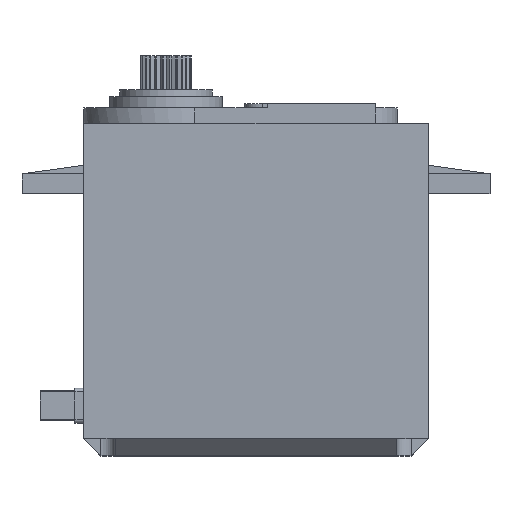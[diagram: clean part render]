
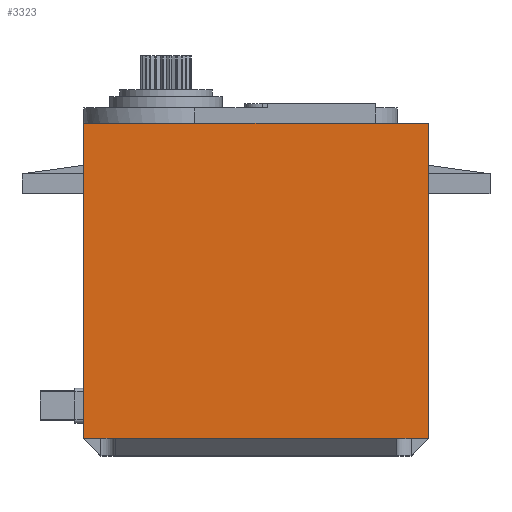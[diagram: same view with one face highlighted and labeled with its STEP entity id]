
A CAD part, top view. The second image highlights one B-rep face of the part: STEP entity #3323.
In plain terms, the highlighted planar face has unit normal (0, 0, 1).
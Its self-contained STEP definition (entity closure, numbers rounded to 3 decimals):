
#137=PLANE('',#3605);
#312=FACE_OUTER_BOUND('',#497,.T.);
#497=EDGE_LOOP('',(#3009,#3010,#3011,#3012,#3013,#3014));
#838=LINE('',#5393,#1220);
#839=LINE('',#5396,#1221);
#842=LINE('',#5402,#1224);
#848=LINE('',#5414,#1230);
#856=LINE('',#5429,#1238);
#857=LINE('',#5431,#1239);
#1220=VECTOR('',#4433,1000.);
#1221=VECTOR('',#4436,1000.);
#1224=VECTOR('',#4441,10.);
#1230=VECTOR('',#4451,1000.);
#1238=VECTOR('',#4467,1000.);
#1239=VECTOR('',#4470,10.);
#1612=VERTEX_POINT('',#5248);
#1646=VERTEX_POINT('',#5379);
#1650=VERTEX_POINT('',#5395);
#1652=VERTEX_POINT('',#5401);
#1656=VERTEX_POINT('',#5413);
#1659=VERTEX_POINT('',#5427);
#2099=EDGE_CURVE('',#1612,#1646,#838,.T.);
#2100=EDGE_CURVE('',#1650,#1612,#839,.T.);
#2103=EDGE_CURVE('',#1650,#1652,#842,.T.);
#2109=EDGE_CURVE('',#1652,#1656,#848,.T.);
#2117=EDGE_CURVE('',#1659,#1646,#856,.T.);
#2118=EDGE_CURVE('',#1659,#1656,#857,.T.);
#3009=ORIENTED_EDGE('',*,*,#2103,.F.);
#3010=ORIENTED_EDGE('',*,*,#2100,.T.);
#3011=ORIENTED_EDGE('',*,*,#2099,.T.);
#3012=ORIENTED_EDGE('',*,*,#2117,.F.);
#3013=ORIENTED_EDGE('',*,*,#2118,.T.);
#3014=ORIENTED_EDGE('',*,*,#2109,.F.);
#3323=ADVANCED_FACE('',(#312),#137,.F.);
#3605=AXIS2_PLACEMENT_3D('',#5430,#4468,#4469);
#4433=DIRECTION('',(1.,0.,0.));
#4436=DIRECTION('',(1.,0.,0.));
#4441=DIRECTION('',(0.,1.,0.));
#4451=DIRECTION('',(1.,0.,0.));
#4467=DIRECTION('',(-1.,0.,0.));
#4468=DIRECTION('center_axis',(0.,0.,-1.));
#4469=DIRECTION('ref_axis',(-1.,0.,0.));
#4470=DIRECTION('',(0.,1.,0.));
#5248=CARTESIAN_POINT('',(-16.25,2.,9.9));
#5379=CARTESIAN_POINT('',(16.25,2.,9.9));
#5393=CARTESIAN_POINT('',(19.9,2.,9.9));
#5395=CARTESIAN_POINT('',(-19.9,2.,9.9));
#5396=CARTESIAN_POINT('',(19.9,2.,9.9));
#5401=CARTESIAN_POINT('',(-19.9,38.35,9.9));
#5402=CARTESIAN_POINT('',(-19.9,36.8,9.9));
#5413=CARTESIAN_POINT('',(19.9,38.35,9.9));
#5414=CARTESIAN_POINT('',(-19.9,38.35,9.9));
#5427=CARTESIAN_POINT('',(19.9,2.,9.9));
#5429=CARTESIAN_POINT('',(19.9,2.,9.9));
#5430=CARTESIAN_POINT('Origin',(-19.9,7.8,9.9));
#5431=CARTESIAN_POINT('',(19.9,36.8,9.9));
